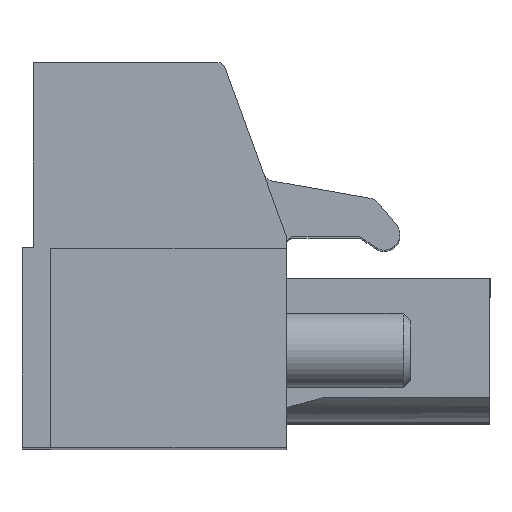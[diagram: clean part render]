
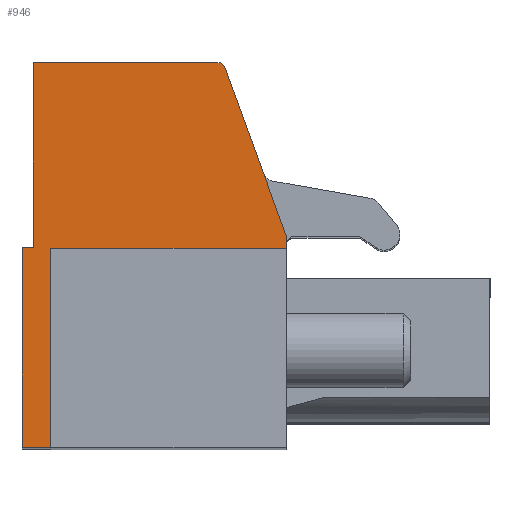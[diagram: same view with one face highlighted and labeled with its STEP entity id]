
A CAD part, top view. The second image highlights one B-rep face of the part: STEP entity #946.
In plain terms, the highlighted planar face has unit normal (0, 0, 1).
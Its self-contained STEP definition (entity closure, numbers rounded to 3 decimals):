
#946 = ADVANCED_FACE( '', ( #2088 ), #2089, .T. );
#2088 = FACE_OUTER_BOUND( '', #3343, .T. );
#2089 = PLANE( '', #3344 );
#3343 = EDGE_LOOP( '', ( #5970, #5971, #5972, #5973, #5974, #5975, #5976, #5977, #5978, #5979 ) );
#3344 = AXIS2_PLACEMENT_3D( '', #5980, #5981, #5982 );
#5970 = ORIENTED_EDGE( '', *, *, #7122, .T. );
#5971 = ORIENTED_EDGE( '', *, *, #7068, .T. );
#5972 = ORIENTED_EDGE( '', *, *, #7742, .F. );
#5973 = ORIENTED_EDGE( '', *, *, #7282, .F. );
#5974 = ORIENTED_EDGE( '', *, *, #7686, .T. );
#5975 = ORIENTED_EDGE( '', *, *, #7743, .T. );
#5976 = ORIENTED_EDGE( '', *, *, #7479, .F. );
#5977 = ORIENTED_EDGE( '', *, *, #7627, .T. );
#5978 = ORIENTED_EDGE( '', *, *, #7527, .T. );
#5979 = ORIENTED_EDGE( '', *, *, #7744, .T. );
#5980 = CARTESIAN_POINT( '', ( 345.242, 210.642, 155.88 ) );
#5981 = DIRECTION( '', ( 0., 0., 1. ) );
#5982 = DIRECTION( '', ( 1., 0., 0. ) );
#7068 = EDGE_CURVE( '', #8457, #8470, #8472, .T. );
#7122 = EDGE_CURVE( '', #8551, #8457, #8554, .T. );
#7282 = EDGE_CURVE( '', #8807, #8809, #8810, .T. );
#7479 = EDGE_CURVE( '', #9097, #9095, #9099, .T. );
#7527 = EDGE_CURVE( '', #9166, #9168, #9170, .T. );
#7627 = EDGE_CURVE( '', #9097, #9166, #9295, .T. );
#7686 = EDGE_CURVE( '', #8807, #9370, #9372, .T. );
#7742 = EDGE_CURVE( '', #8809, #8470, #9442, .T. );
#7743 = EDGE_CURVE( '', #9370, #9095, #9443, .T. );
#7744 = EDGE_CURVE( '', #9168, #8551, #9444, .T. );
#8457 = VERTEX_POINT( '', #10343 );
#8470 = VERTEX_POINT( '', #10362 );
#8472 = LINE( '', #10365, #10366 );
#8551 = VERTEX_POINT( '', #10473 );
#8554 = LINE( '', #10478, #10479 );
#8807 = VERTEX_POINT( '', #10829 );
#8809 = VERTEX_POINT( '', #10832 );
#8810 = LINE( '', #10833, #10834 );
#9095 = VERTEX_POINT( '', #11226 );
#9097 = VERTEX_POINT( '', #11229 );
#9099 = CIRCLE( '', #11232, 0.3 );
#9166 = VERTEX_POINT( '', #11315 );
#9168 = VERTEX_POINT( '', #11318 );
#9170 = LINE( '', #11321, #11322 );
#9295 = LINE( '', #11492, #11493 );
#9370 = VERTEX_POINT( '', #11588 );
#9372 = LINE( '', #11591, #11592 );
#9442 = LINE( '', #11693, #11694 );
#9443 = LINE( '', #11695, #11696 );
#9444 = LINE( '', #11697, #11698 );
#10343 = CARTESIAN_POINT( '', ( 344.742, 196.042, 155.88 ) );
#10362 = CARTESIAN_POINT( '', ( 345.892, 196.042, 155.88 ) );
#10365 = CARTESIAN_POINT( '', ( 355.392, 196.042, 155.88 ) );
#10366 = VECTOR( '', #12292, 1000. );
#10473 = CARTESIAN_POINT( '', ( 344.742, 204.092, 155.88 ) );
#10478 = CARTESIAN_POINT( '', ( 344.742, 196.742, 155.88 ) );
#10479 = VECTOR( '', #12347, 1000. );
#10829 = CARTESIAN_POINT( '', ( 355.392, 204.042, 155.88 ) );
#10832 = CARTESIAN_POINT( '', ( 345.892, 204.042, 155.88 ) );
#10833 = CARTESIAN_POINT( '', ( 346.392, 204.042, 155.88 ) );
#10834 = VECTOR( '', #12527, 1000. );
#11226 = CARTESIAN_POINT( '', ( 352.916, 211.344, 155.88 ) );
#11229 = CARTESIAN_POINT( '', ( 352.634, 211.542, 155.88 ) );
#11232 = AXIS2_PLACEMENT_3D( '', #12754, #12755, #12756 );
#11315 = CARTESIAN_POINT( '', ( 345.192, 211.542, 155.88 ) );
#11318 = CARTESIAN_POINT( '', ( 345.192, 204.092, 155.88 ) );
#11321 = CARTESIAN_POINT( '', ( 345.192, 203.542, 155.88 ) );
#11322 = VECTOR( '', #12817, 1000. );
#11492 = CARTESIAN_POINT( '', ( 345.042, 211.542, 155.88 ) );
#11493 = VECTOR( '', #12902, 1000. );
#11588 = CARTESIAN_POINT( '', ( 355.392, 204.542, 155.88 ) );
#11591 = CARTESIAN_POINT( '', ( 355.392, 197.642, 155.88 ) );
#11592 = VECTOR( '', #12966, 1000. );
#11693 = CARTESIAN_POINT( '', ( 345.892, 196.042, 155.88 ) );
#11694 = VECTOR( '', #13019, 1000. );
#11695 = CARTESIAN_POINT( '', ( 355.523, 204.18, 155.88 ) );
#11696 = VECTOR( '', #13020, 1000. );
#11697 = CARTESIAN_POINT( '', ( 344.742, 204.092, 155.88 ) );
#11698 = VECTOR( '', #13021, 1000. );
#12292 = DIRECTION( '', ( 1., 0., 0. ) );
#12347 = DIRECTION( '', ( 0., -1., 0. ) );
#12527 = DIRECTION( '', ( -1., 0., 0. ) );
#12754 = CARTESIAN_POINT( '', ( 352.634, 211.242, 155.88 ) );
#12755 = DIRECTION( '', ( 0., 0., -1. ) );
#12756 = DIRECTION( '', ( -1., 0., 0. ) );
#12817 = DIRECTION( '', ( 0., -1., 0. ) );
#12902 = DIRECTION( '', ( -1., 0., 0. ) );
#12966 = DIRECTION( '', ( 0., 1., 0. ) );
#13019 = DIRECTION( '', ( 0., -1., 0. ) );
#13020 = DIRECTION( '', ( -0.342, 0.94, 0. ) );
#13021 = DIRECTION( '', ( -1., 0., 0. ) );
